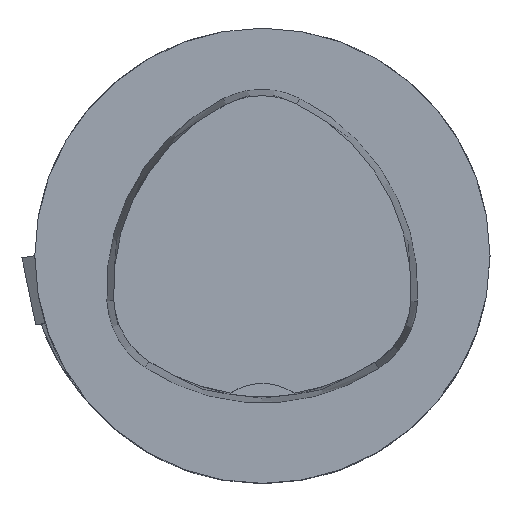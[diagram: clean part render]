
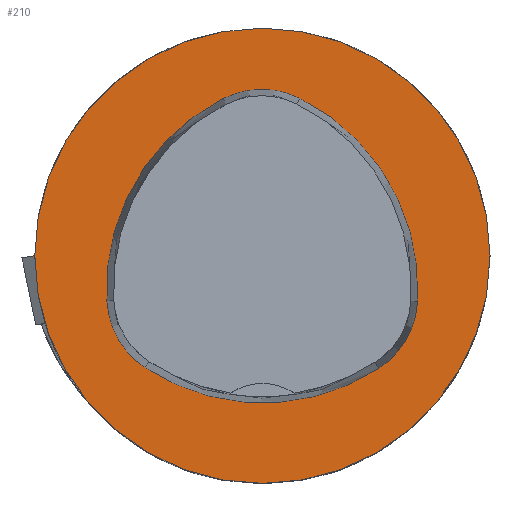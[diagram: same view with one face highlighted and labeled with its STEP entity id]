
A CAD part, top view. The second image highlights one B-rep face of the part: STEP entity #210.
In plain terms, the highlighted planar face has unit normal (0, 0, 1).
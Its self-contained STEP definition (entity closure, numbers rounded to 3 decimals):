
#210=ADVANCED_FACE('',(#397,#398),#249,.T.);
#249=PLANE('',#1159);
#397=FACE_BOUND('',#453,.T.);
#398=FACE_BOUND('',#454,.T.);
#453=EDGE_LOOP('',(#640,#641,#642,#643,#644,#645));
#454=EDGE_LOOP('',(#646));
#640=ORIENTED_EDGE('',*,*,#924,.T.);
#641=ORIENTED_EDGE('',*,*,#904,.T.);
#642=ORIENTED_EDGE('',*,*,#908,.T.);
#643=ORIENTED_EDGE('',*,*,#911,.T.);
#644=ORIENTED_EDGE('',*,*,#914,.T.);
#645=ORIENTED_EDGE('',*,*,#922,.T.);
#646=ORIENTED_EDGE('',*,*,#895,.F.);
#794=VERTEX_POINT('',#1819);
#803=VERTEX_POINT('',#1838);
#804=VERTEX_POINT('',#1839);
#807=VERTEX_POINT('',#1847);
#809=VERTEX_POINT('',#1853);
#811=VERTEX_POINT('',#1859);
#818=VERTEX_POINT('',#1880);
#895=EDGE_CURVE('',#794,#794,#975,.T.);
#904=EDGE_CURVE('',#803,#804,#976,.T.);
#908=EDGE_CURVE('',#804,#807,#978,.T.);
#911=EDGE_CURVE('',#807,#809,#980,.T.);
#914=EDGE_CURVE('',#809,#811,#982,.T.);
#922=EDGE_CURVE('',#811,#818,#986,.T.);
#924=EDGE_CURVE('',#818,#803,#988,.T.);
#975=CIRCLE('',#1131,16.);
#976=CIRCLE('',#1137,15.);
#978=CIRCLE('',#1140,6.);
#980=CIRCLE('',#1143,15.);
#982=CIRCLE('',#1146,6.);
#986=CIRCLE('',#1151,15.);
#988=CIRCLE('',#1154,6.);
#1131=AXIS2_PLACEMENT_3D('',#1818,#1330,#1331);
#1137=AXIS2_PLACEMENT_3D('',#1837,#1346,#1347);
#1140=AXIS2_PLACEMENT_3D('',#1846,#1354,#1355);
#1143=AXIS2_PLACEMENT_3D('',#1852,#1361,#1362);
#1146=AXIS2_PLACEMENT_3D('',#1858,#1368,#1369);
#1151=AXIS2_PLACEMENT_3D('',#1881,#1380,#1381);
#1154=AXIS2_PLACEMENT_3D('',#1884,#1386,#1387);
#1159=AXIS2_PLACEMENT_3D('',#1889,#1396,#1397);
#1330=DIRECTION('',(0.,0.,-1.));
#1331=DIRECTION('',(-1.,0.,0.));
#1346=DIRECTION('',(0.,0.,-1.));
#1347=DIRECTION('',(-1.,0.,0.));
#1354=DIRECTION('',(0.,0.,-1.));
#1355=DIRECTION('',(-1.,0.,0.));
#1361=DIRECTION('',(0.,0.,-1.));
#1362=DIRECTION('',(-1.,0.,0.));
#1368=DIRECTION('',(0.,0.,-1.));
#1369=DIRECTION('',(-1.,0.,0.));
#1380=DIRECTION('',(0.,0.,-1.));
#1381=DIRECTION('',(-1.,0.,0.));
#1386=DIRECTION('',(0.,0.,-1.));
#1387=DIRECTION('',(-1.,0.,0.));
#1396=DIRECTION('',(0.,0.,1.));
#1397=DIRECTION('',(1.,0.,0.));
#1818=CARTESIAN_POINT('',(0.,0.,0.));
#1819=CARTESIAN_POINT('',(-16.,0.,0.));
#1837=CARTESIAN_POINT('',(4.048,-2.316,0.));
#1838=CARTESIAN_POINT('',(-10.926,-3.206,0.));
#1839=CARTESIAN_POINT('',(-2.774,11.043,0.));
#1846=CARTESIAN_POINT('',(-0.045,5.7,0.));
#1847=CARTESIAN_POINT('',(2.638,11.066,0.));
#1852=CARTESIAN_POINT('',(-4.07,-2.35,0.));
#1853=CARTESIAN_POINT('',(10.903,-3.249,0.));
#1858=CARTESIAN_POINT('',(4.914,-2.889,0.));
#1859=CARTESIAN_POINT('',(8.177,-7.924,0.));
#1880=CARTESIAN_POINT('',(-8.24,-7.859,0.));
#1881=CARTESIAN_POINT('',(0.019,4.663,0.));
#1884=CARTESIAN_POINT('',(-4.936,-2.85,0.));
#1889=CARTESIAN_POINT('',(0.,0.,0.));
